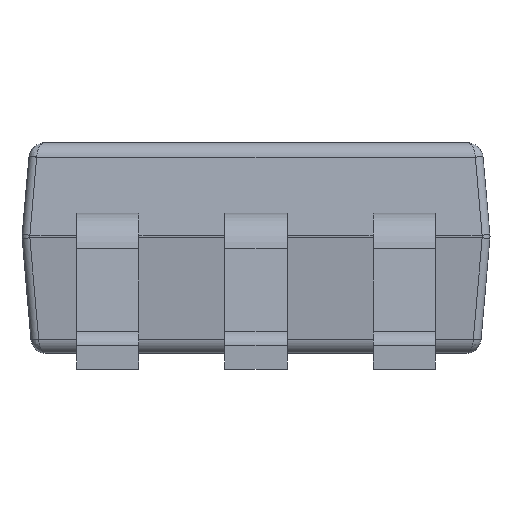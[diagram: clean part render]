
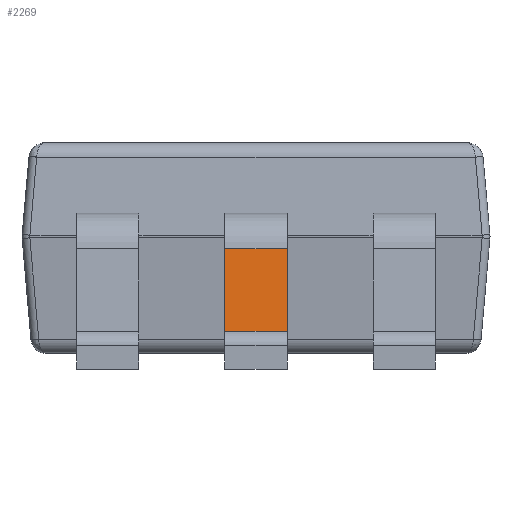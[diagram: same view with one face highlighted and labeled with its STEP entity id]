
A CAD part, left-side view. The second image highlights one B-rep face of the part: STEP entity #2269.
In plain terms, the highlighted planar face has unit normal (-0.996, 0, 0.087).
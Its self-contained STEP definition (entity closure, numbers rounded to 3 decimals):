
#55 = PLANE('',#56);
#56 = AXIS2_PLACEMENT_3D('',#57,#58,#59);
#57 = CARTESIAN_POINT('',(-1.35,-0.2,
    0.));
#58 = DIRECTION('',(0.,1.,0.));
#59 = DIRECTION('',(0.,0.,-1.));
#83 = CYLINDRICAL_SURFACE('',#84,0.1);
#84 = AXIS2_PLACEMENT_3D('',#85,#86,#87);
#85 = CARTESIAN_POINT('',(-1.301,-0.2,0.25));
#86 = DIRECTION('',(0.,-1.,0.));
#87 = DIRECTION('',(0.,0.,-1.));
#133 = PLANE('',#134);
#134 = AXIS2_PLACEMENT_3D('',#135,#136,#137);
#135 = CARTESIAN_POINT('',(-1.35,0.2,
    0.));
#136 = DIRECTION('',(0.,1.,0.));
#137 = DIRECTION('',(0.,0.,-1.));
#227 = VERTEX_POINT('',#228);
#228 = CARTESIAN_POINT('',(-1.201,-0.2,
    0.241));
#276 = EDGE_CURVE('',#227,#277,#279,.T.);
#277 = VERTEX_POINT('',#278);
#278 = CARTESIAN_POINT('',(-1.155,-0.2,
    0.772));
#279 = SURFACE_CURVE('',#280,(#284,#291),.PCURVE_S1.);
#280 = LINE('',#281,#282);
#281 = CARTESIAN_POINT('',(-1.201,-0.2,
    0.241));
#282 = VECTOR('',#283,1.);
#283 = DIRECTION('',(0.087,0.,
    0.996));
#284 = PCURVE('',#55,#285);
#285 = DEFINITIONAL_REPRESENTATION('',(#286),#290);
#286 = LINE('',#287,#288);
#287 = CARTESIAN_POINT('',(-0.241,-0.149));
#288 = VECTOR('',#289,1.);
#289 = DIRECTION('',(-0.996,-0.087));
#290 = ( GEOMETRIC_REPRESENTATION_CONTEXT(2) 
PARAMETRIC_REPRESENTATION_CONTEXT() REPRESENTATION_CONTEXT('2D SPACE',''
  ) );
#291 = PCURVE('',#292,#297);
#292 = PLANE('',#293);
#293 = AXIS2_PLACEMENT_3D('',#294,#295,#296);
#294 = CARTESIAN_POINT('',(-1.201,-0.2,
    0.241));
#295 = DIRECTION('',(-0.996,0.,
    0.087));
#296 = DIRECTION('',(0.087,0.,
    0.996));
#297 = DEFINITIONAL_REPRESENTATION('',(#298),#302);
#298 = LINE('',#299,#300);
#299 = CARTESIAN_POINT('',(0.,0.));
#300 = VECTOR('',#301,1.);
#301 = DIRECTION('',(1.,0.));
#302 = ( GEOMETRIC_REPRESENTATION_CONTEXT(2) 
PARAMETRIC_REPRESENTATION_CONTEXT() REPRESENTATION_CONTEXT('2D SPACE',''
  ) );
#321 = CYLINDRICAL_SURFACE('',#322,0.25);
#322 = AXIS2_PLACEMENT_3D('',#323,#324,#325);
#323 = CARTESIAN_POINT('',(-0.906,-0.2,0.75
    ));
#324 = DIRECTION('',(0.,1.,0.));
#325 = DIRECTION('',(-0.996,0.,
    0.087));
#607 = VERTEX_POINT('',#608);
#608 = CARTESIAN_POINT('',(-1.201,0.2,0.241
    ));
#656 = EDGE_CURVE('',#227,#607,#657,.T.);
#657 = SURFACE_CURVE('',#658,(#662,#691),.PCURVE_S1.);
#658 = LINE('',#659,#660);
#659 = CARTESIAN_POINT('',(-1.201,-0.2,
    0.241));
#660 = VECTOR('',#661,1.);
#661 = DIRECTION('',(0.,1.,0.));
#662 = PCURVE('',#83,#663);
#663 = DEFINITIONAL_REPRESENTATION('',(#664),#690);
#664 = B_SPLINE_CURVE_WITH_KNOTS('',3,(#665,#666,#667,#668,#669,#670,
    #671,#672,#673,#674,#675,#676,#677,#678,#679,#680,#681,#682,#683,
    #684,#685,#686,#687,#688,#689),.UNSPECIFIED.,.F.,.F.,(4,1,1,1,1,1,1,
    1,1,1,1,1,1,1,1,1,1,1,1,1,1,1,4),(0.,0.018,
    0.036,0.055,0.073,
    0.091,0.109,0.127,0.145,
    0.164,0.182,0.2,0.218,0.236,
    0.255,0.273,0.291,0.309,
    0.327,0.345,0.364,0.382,0.4),
  .UNSPECIFIED.);
#665 = CARTESIAN_POINT('',(1.484,0.));
#666 = CARTESIAN_POINT('',(1.484,-0.006));
#667 = CARTESIAN_POINT('',(1.484,-0.018));
#668 = CARTESIAN_POINT('',(1.484,-0.036));
#669 = CARTESIAN_POINT('',(1.484,-0.055));
#670 = CARTESIAN_POINT('',(1.484,-0.073));
#671 = CARTESIAN_POINT('',(1.484,-0.091));
#672 = CARTESIAN_POINT('',(1.484,-0.109));
#673 = CARTESIAN_POINT('',(1.484,-0.127));
#674 = CARTESIAN_POINT('',(1.484,-0.145));
#675 = CARTESIAN_POINT('',(1.484,-0.164));
#676 = CARTESIAN_POINT('',(1.484,-0.182));
#677 = CARTESIAN_POINT('',(1.484,-0.2));
#678 = CARTESIAN_POINT('',(1.484,-0.218));
#679 = CARTESIAN_POINT('',(1.484,-0.236));
#680 = CARTESIAN_POINT('',(1.484,-0.255));
#681 = CARTESIAN_POINT('',(1.484,-0.273));
#682 = CARTESIAN_POINT('',(1.484,-0.291));
#683 = CARTESIAN_POINT('',(1.484,-0.309));
#684 = CARTESIAN_POINT('',(1.484,-0.327));
#685 = CARTESIAN_POINT('',(1.484,-0.345));
#686 = CARTESIAN_POINT('',(1.484,-0.364));
#687 = CARTESIAN_POINT('',(1.484,-0.382));
#688 = CARTESIAN_POINT('',(1.484,-0.394));
#689 = CARTESIAN_POINT('',(1.484,-0.4));
#690 = ( GEOMETRIC_REPRESENTATION_CONTEXT(2) 
PARAMETRIC_REPRESENTATION_CONTEXT() REPRESENTATION_CONTEXT('2D SPACE',''
  ) );
#691 = PCURVE('',#292,#692);
#692 = DEFINITIONAL_REPRESENTATION('',(#693),#697);
#693 = LINE('',#694,#695);
#694 = CARTESIAN_POINT('',(0.,0.));
#695 = VECTOR('',#696,1.);
#696 = DIRECTION('',(0.,1.));
#697 = ( GEOMETRIC_REPRESENTATION_CONTEXT(2) 
PARAMETRIC_REPRESENTATION_CONTEXT() REPRESENTATION_CONTEXT('2D SPACE',''
  ) );
#728 = EDGE_CURVE('',#607,#729,#731,.T.);
#729 = VERTEX_POINT('',#730);
#730 = CARTESIAN_POINT('',(-1.155,0.2,0.772
    ));
#731 = SURFACE_CURVE('',#732,(#736,#743),.PCURVE_S1.);
#732 = LINE('',#733,#734);
#733 = CARTESIAN_POINT('',(-1.201,0.2,0.241
    ));
#734 = VECTOR('',#735,1.);
#735 = DIRECTION('',(0.087,0.,
    0.996));
#736 = PCURVE('',#133,#737);
#737 = DEFINITIONAL_REPRESENTATION('',(#738),#742);
#738 = LINE('',#739,#740);
#739 = CARTESIAN_POINT('',(-0.241,-0.149));
#740 = VECTOR('',#741,1.);
#741 = DIRECTION('',(-0.996,-0.087));
#742 = ( GEOMETRIC_REPRESENTATION_CONTEXT(2) 
PARAMETRIC_REPRESENTATION_CONTEXT() REPRESENTATION_CONTEXT('2D SPACE',''
  ) );
#743 = PCURVE('',#292,#744);
#744 = DEFINITIONAL_REPRESENTATION('',(#745),#749);
#745 = LINE('',#746,#747);
#746 = CARTESIAN_POINT('',(0.,0.4));
#747 = VECTOR('',#748,1.);
#748 = DIRECTION('',(1.,0.));
#749 = ( GEOMETRIC_REPRESENTATION_CONTEXT(2) 
PARAMETRIC_REPRESENTATION_CONTEXT() REPRESENTATION_CONTEXT('2D SPACE',''
  ) );
#2227 = EDGE_CURVE('',#277,#729,#2228,.T.);
#2228 = SURFACE_CURVE('',#2229,(#2233,#2262),.PCURVE_S1.);
#2229 = LINE('',#2230,#2231);
#2230 = CARTESIAN_POINT('',(-1.155,-0.2,
    0.772));
#2231 = VECTOR('',#2232,1.);
#2232 = DIRECTION('',(0.,1.,0.));
#2233 = PCURVE('',#321,#2234);
#2234 = DEFINITIONAL_REPRESENTATION('',(#2235),#2261);
#2235 = B_SPLINE_CURVE_WITH_KNOTS('',3,(#2236,#2237,#2238,#2239,#2240,
    #2241,#2242,#2243,#2244,#2245,#2246,#2247,#2248,#2249,#2250,#2251,
    #2252,#2253,#2254,#2255,#2256,#2257,#2258,#2259,#2260),
  .UNSPECIFIED.,.F.,.F.,(4,1,1,1,1,1,1,1,1,1,1,1,1,1,1,1,1,1,1,1,1,1,4),
  (0.,0.018,0.036,0.055,
    0.073,0.091,0.109,0.127,
    0.145,0.164,0.182,0.2,0.218,
    0.236,0.255,0.273,0.291,
    0.309,0.327,0.345,0.364,
    0.382,0.4),.UNSPECIFIED.);
#2236 = CARTESIAN_POINT('',(0.,0.));
#2237 = CARTESIAN_POINT('',(0.,0.006));
#2238 = CARTESIAN_POINT('',(0.,0.018));
#2239 = CARTESIAN_POINT('',(0.,0.036));
#2240 = CARTESIAN_POINT('',(0.,0.055));
#2241 = CARTESIAN_POINT('',(0.,0.073));
#2242 = CARTESIAN_POINT('',(0.,0.091));
#2243 = CARTESIAN_POINT('',(0.,0.109));
#2244 = CARTESIAN_POINT('',(0.,0.127));
#2245 = CARTESIAN_POINT('',(0.,0.145));
#2246 = CARTESIAN_POINT('',(0.,0.164));
#2247 = CARTESIAN_POINT('',(0.,0.182));
#2248 = CARTESIAN_POINT('',(0.,0.2));
#2249 = CARTESIAN_POINT('',(0.,0.218));
#2250 = CARTESIAN_POINT('',(0.,0.236));
#2251 = CARTESIAN_POINT('',(0.,0.255));
#2252 = CARTESIAN_POINT('',(0.,0.273));
#2253 = CARTESIAN_POINT('',(0.,0.291));
#2254 = CARTESIAN_POINT('',(0.,0.309));
#2255 = CARTESIAN_POINT('',(0.,0.327));
#2256 = CARTESIAN_POINT('',(0.,0.345));
#2257 = CARTESIAN_POINT('',(0.,0.364));
#2258 = CARTESIAN_POINT('',(0.,0.382));
#2259 = CARTESIAN_POINT('',(0.,0.394));
#2260 = CARTESIAN_POINT('',(0.,0.4));
#2261 = ( GEOMETRIC_REPRESENTATION_CONTEXT(2) 
PARAMETRIC_REPRESENTATION_CONTEXT() REPRESENTATION_CONTEXT('2D SPACE',''
  ) );
#2262 = PCURVE('',#292,#2263);
#2263 = DEFINITIONAL_REPRESENTATION('',(#2264),#2268);
#2264 = LINE('',#2265,#2266);
#2265 = CARTESIAN_POINT('',(0.533,0.));
#2266 = VECTOR('',#2267,1.);
#2267 = DIRECTION('',(0.,1.));
#2268 = ( GEOMETRIC_REPRESENTATION_CONTEXT(2) 
PARAMETRIC_REPRESENTATION_CONTEXT() REPRESENTATION_CONTEXT('2D SPACE',''
  ) );
#2269 = ADVANCED_FACE('',(#2270),#292,.T.);
#2270 = FACE_BOUND('',#2271,.T.);
#2271 = EDGE_LOOP('',(#2272,#2273,#2274,#2275));
#2272 = ORIENTED_EDGE('',*,*,#276,.T.);
#2273 = ORIENTED_EDGE('',*,*,#2227,.T.);
#2274 = ORIENTED_EDGE('',*,*,#728,.F.);
#2275 = ORIENTED_EDGE('',*,*,#656,.F.);
